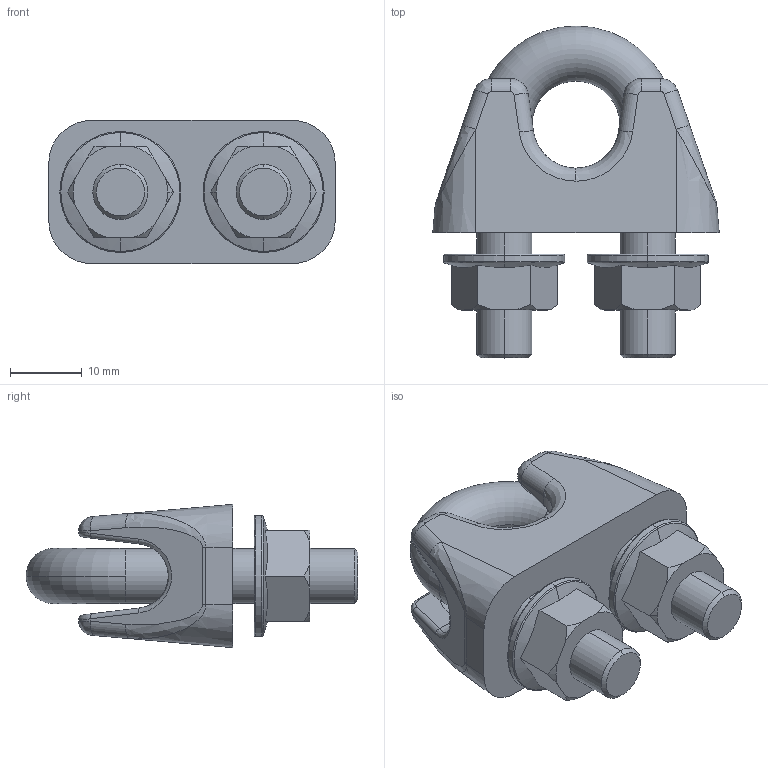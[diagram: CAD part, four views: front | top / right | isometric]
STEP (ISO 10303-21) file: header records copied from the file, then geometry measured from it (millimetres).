
FILE_DESCRIPTION (( 'STEP AP203' ), '1' );
FILE_NAME ('T38501.STEP', '2018-07-23T08:08:02', ( '' ), ( '' ), 'SwSTEP 2.0', 'SolidWorks 2016', '' );
FILE_SCHEMA (( 'CONFIG_CONTROL_DESIGN' ));
Length unit declared in the file: millimetre
Products named in the file (1): T38501
Bounding box: 40 x 46.35 x 20 mm (x, y, z)
Volume: 13152.7 mm3; surface area: 7075.7 mm2
Topology: 2 solids, 2 shells, 163 faces, 396 edges, 235 vertices
Faces by surface type: cylinder 56, plane 37, bspline 34, cone 26, torus 10
Entity records: 6005 total; most frequent: CARTESIAN_POINT 2489, ORIENTED_EDGE 784, DIRECTION 662, EDGE_CURVE 392, AXIS2_PLACEMENT_3D 260, VERTEX_POINT 235, EDGE_LOOP 169, FACE_OUTER_BOUND 163
